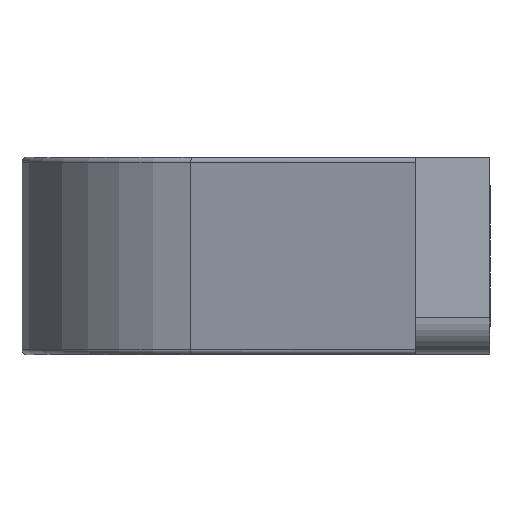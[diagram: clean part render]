
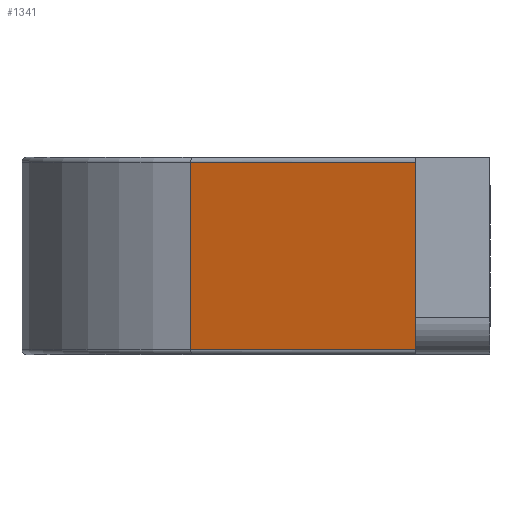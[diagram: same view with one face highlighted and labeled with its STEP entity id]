
A CAD part, left-side view. The second image highlights one B-rep face of the part: STEP entity #1341.
In plain terms, the highlighted planar face has unit normal (-0.961, 0.276, 0).
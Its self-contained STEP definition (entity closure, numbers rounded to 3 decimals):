
#968 = VERTEX_POINT('',#969);
#969 = CARTESIAN_POINT('',(-23.5,6.,7.6));
#976 = EDGE_CURVE('',#977,#968,#979,.T.);
#977 = VERTEX_POINT('',#978);
#978 = CARTESIAN_POINT('',(-23.5,6.,-7.6));
#979 = LINE('',#980,#981);
#980 = CARTESIAN_POINT('',(-23.5,6.,-8.));
#981 = VECTOR('',#982,1.);
#982 = DIRECTION('',(0.,0.,1.));
#1029 = EDGE_CURVE('',#977,#1030,#1032,.T.);
#1030 = VERTEX_POINT('',#1031);
#1031 = CARTESIAN_POINT('',(-18.262,24.243,-7.6));
#1032 = LINE('',#1033,#1034);
#1033 = CARTESIAN_POINT('',(-23.5,6.,-7.6));
#1034 = VECTOR('',#1035,1.);
#1035 = DIRECTION('',(0.276,0.961,0.));
#1238 = EDGE_CURVE('',#968,#1239,#1241,.T.);
#1239 = VERTEX_POINT('',#1240);
#1240 = CARTESIAN_POINT('',(-18.262,24.243,7.6));
#1241 = LINE('',#1242,#1243);
#1242 = CARTESIAN_POINT('',(-23.5,6.,7.6));
#1243 = VECTOR('',#1244,1.);
#1244 = DIRECTION('',(0.276,0.961,0.));
#1341 = ADVANCED_FACE('',(#1342),#1353,.T.);
#1342 = FACE_BOUND('',#1343,.T.);
#1343 = EDGE_LOOP('',(#1344,#1345,#1346,#1352));
#1344 = ORIENTED_EDGE('',*,*,#976,.T.);
#1345 = ORIENTED_EDGE('',*,*,#1238,.T.);
#1346 = ORIENTED_EDGE('',*,*,#1347,.F.);
#1347 = EDGE_CURVE('',#1030,#1239,#1348,.T.);
#1348 = LINE('',#1349,#1350);
#1349 = CARTESIAN_POINT('',(-18.262,24.243,-8.));
#1350 = VECTOR('',#1351,1.);
#1351 = DIRECTION('',(0.,0.,1.));
#1352 = ORIENTED_EDGE('',*,*,#1029,.F.);
#1353 = PLANE('',#1354);
#1354 = AXIS2_PLACEMENT_3D('',#1355,#1356,#1357);
#1355 = CARTESIAN_POINT('',(-23.5,6.,-8.));
#1356 = DIRECTION('',(-0.961,0.276,0.));
#1357 = DIRECTION('',(0.276,0.961,0.));
